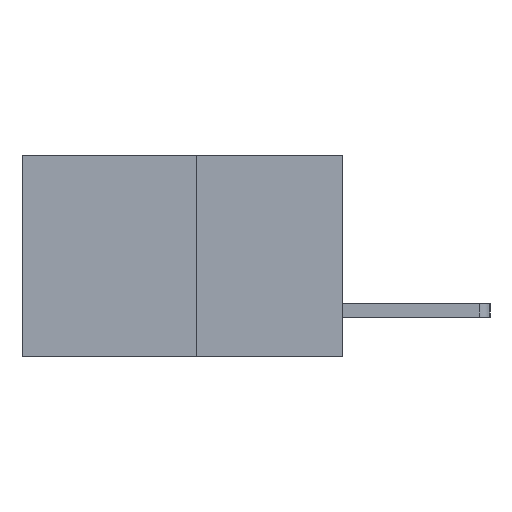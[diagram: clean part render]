
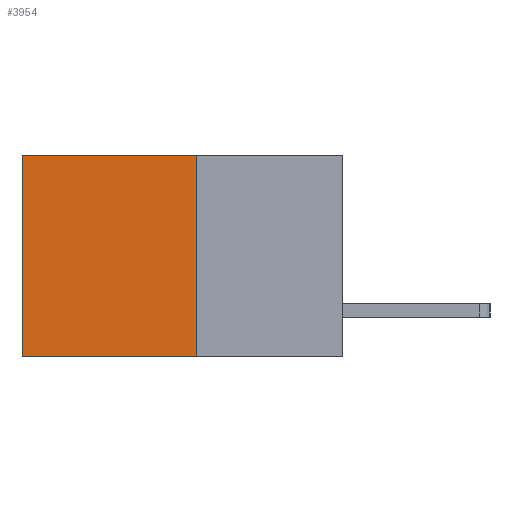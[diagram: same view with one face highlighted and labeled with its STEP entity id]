
A CAD part, left-side view. The second image highlights one B-rep face of the part: STEP entity #3954.
In plain terms, the highlighted planar face has unit normal (-1, 0, 0).
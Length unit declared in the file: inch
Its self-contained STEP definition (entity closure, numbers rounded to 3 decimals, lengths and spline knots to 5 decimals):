
#354 = DIRECTION ( 'NONE',  ( 0., 0., -1. ) ) ;
#432 = VECTOR ( 'NONE', #354, 39.37008 ) ;
#811 = VERTEX_POINT ( 'NONE', #6638 ) ;
#912 = AXIS2_PLACEMENT_3D ( 'NONE', #10311, #11330, #11276 ) ;
#1010 = ORIENTED_EDGE ( 'NONE', *, *, #9284, .T. ) ;
#1105 = ORIENTED_EDGE ( 'NONE', *, *, #3555, .T. ) ;
#1909 = DIRECTION ( 'NONE',  ( 0., 0., -1. ) ) ;
#2002 = EDGE_CURVE ( 'NONE', #811, #3452, #3791, .T. ) ;
#2351 = CARTESIAN_POINT ( 'NONE',  ( 0.277, 0.59, -0.37 ) ) ;
#2883 = VECTOR ( 'NONE', #4675, 39.37008 ) ;
#3452 = VERTEX_POINT ( 'NONE', #2351 ) ;
#3555 = EDGE_CURVE ( 'NONE', #5411, #3452, #10830, .T. ) ;
#3577 = EDGE_CURVE ( 'NONE', #4528, #811, #10561, .T. ) ;
#3791 = LINE ( 'NONE', #11066, #8568 ) ;
#3954 = ADVANCED_FACE ( 'NONE', ( #4876 ), #4624, .F. ) ;
#3990 = ORIENTED_EDGE ( 'NONE', *, *, #3577, .F. ) ;
#4528 = VERTEX_POINT ( 'NONE', #6049 ) ;
#4624 = PLANE ( 'NONE',  #912 ) ;
#4675 = DIRECTION ( 'NONE',  ( 0., 1., 0. ) ) ;
#4876 = FACE_OUTER_BOUND ( 'NONE', #11607, .T. ) ;
#4930 = CARTESIAN_POINT ( 'NONE',  ( 0.277, 0.27, -0.37 ) ) ;
#5411 = VERTEX_POINT ( 'NONE', #9749 ) ;
#5592 = CARTESIAN_POINT ( 'NONE',  ( 0.277, 0.27, 0. ) ) ;
#5721 = LINE ( 'NONE', #5592, #2883 ) ;
#6049 = CARTESIAN_POINT ( 'NONE',  ( 0.277, 0.27, 0. ) ) ;
#6638 = CARTESIAN_POINT ( 'NONE',  ( 0.277, 0.27, -0.37 ) ) ;
#8568 = VECTOR ( 'NONE', #11080, 39.37008 ) ;
#8720 = CARTESIAN_POINT ( 'NONE',  ( 0.277, 0.59, -0.37 ) ) ;
#9217 = ORIENTED_EDGE ( 'NONE', *, *, #2002, .F. ) ;
#9284 = EDGE_CURVE ( 'NONE', #4528, #5411, #5721, .T. ) ;
#9749 = CARTESIAN_POINT ( 'NONE',  ( 0.277, 0.59, 0. ) ) ;
#10311 = CARTESIAN_POINT ( 'NONE',  ( 0.277, 0.27, -0.37 ) ) ;
#10561 = LINE ( 'NONE', #4930, #432 ) ;
#10830 = LINE ( 'NONE', #8720, #11084 ) ;
#11066 = CARTESIAN_POINT ( 'NONE',  ( 0.277, 0.27, -0.37 ) ) ;
#11080 = DIRECTION ( 'NONE',  ( 0., 1., 0. ) ) ;
#11084 = VECTOR ( 'NONE', #1909, 39.37008 ) ;
#11276 = DIRECTION ( 'NONE',  ( 0., 0., -1. ) ) ;
#11330 = DIRECTION ( 'NONE',  ( 1., 0., 0. ) ) ;
#11607 = EDGE_LOOP ( 'NONE', ( #1105, #9217, #3990, #1010 ) ) ;
